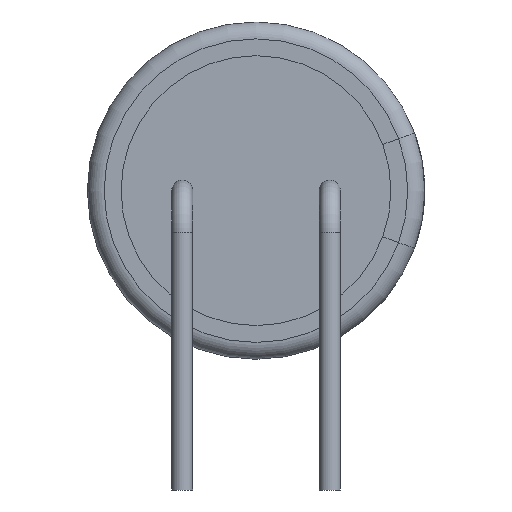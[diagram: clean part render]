
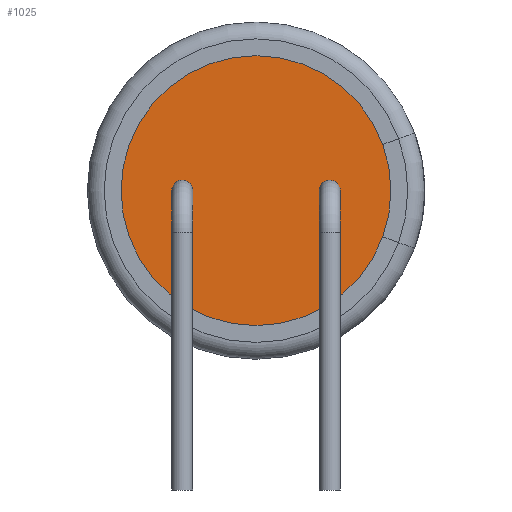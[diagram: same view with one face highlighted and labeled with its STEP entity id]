
A CAD part, front view. The second image highlights one B-rep face of the part: STEP entity #1025.
In plain terms, the highlighted planar face has unit normal (0, -1, 0).
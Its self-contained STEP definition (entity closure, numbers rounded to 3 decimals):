
#1025=ADVANCED_FACE('',(#1930,#1932,#1934),#1936,.T.);
#1930=FACE_BOUND('',#1931,.T.);
#1931=EDGE_LOOP('',(#2658));
#1932=FACE_BOUND('',#1933,.T.);
#1933=EDGE_LOOP('',(#2659));
#1934=FACE_BOUND('',#1935,.T.);
#1935=EDGE_LOOP('',(#2660));
#1936=PLANE('',#1937);
#1937=AXIS2_PLACEMENT_3D('',#1938,#1939,#1940);
#1938=CARTESIAN_POINT('',(0.,2.1,0.));
#1939=DIRECTION('',(0.,-1.,0.));
#1940=DIRECTION('',(-1.,0.,0.));
#2658=ORIENTED_EDGE('',*,*,#2992,.T.);
#2659=ORIENTED_EDGE('',*,*,#3031,.F.);
#2660=ORIENTED_EDGE('',*,*,#3032,.F.);
#2992=EDGE_CURVE('',#3517,#3517,#3518,.T.);
#3031=EDGE_CURVE('',#3577,#3577,#3578,.F.);
#3032=EDGE_CURVE('',#3579,#3579,#3580,.T.);
#3517=VERTEX_POINT('',#5215);
#3518=CIRCLE('',#5216,3.2);
#3577=VERTEX_POINT('',#5403);
#3578=CIRCLE('',#5404,0.25);
#3579=VERTEX_POINT('',#5408);
#3580=CIRCLE('',#5409,0.25);
#5215=CARTESIAN_POINT('',(-3.2,2.1,4.1));
#5216=AXIS2_PLACEMENT_3D('',#5217,#5218,#5219);
#5217=CARTESIAN_POINT('',(0.,2.1,4.1));
#5218=DIRECTION('',(0.,-1.,0.));
#5219=DIRECTION('',(-1.,0.,0.));
#5403=CARTESIAN_POINT('',(2.,2.1,4.1));
#5404=AXIS2_PLACEMENT_3D('',#5405,#5406,#5407);
#5405=CARTESIAN_POINT('',(1.75,2.1,4.1));
#5406=DIRECTION('',(0.,1.,0.));
#5407=DIRECTION('',(1.,0.,0.));
#5408=CARTESIAN_POINT('',(-2.,2.1,4.1));
#5409=AXIS2_PLACEMENT_3D('',#5410,#5411,#5412);
#5410=CARTESIAN_POINT('',(-1.75,2.1,4.1));
#5411=DIRECTION('',(0.,-1.,0.));
#5412=DIRECTION('',(-1.,0.,0.));
